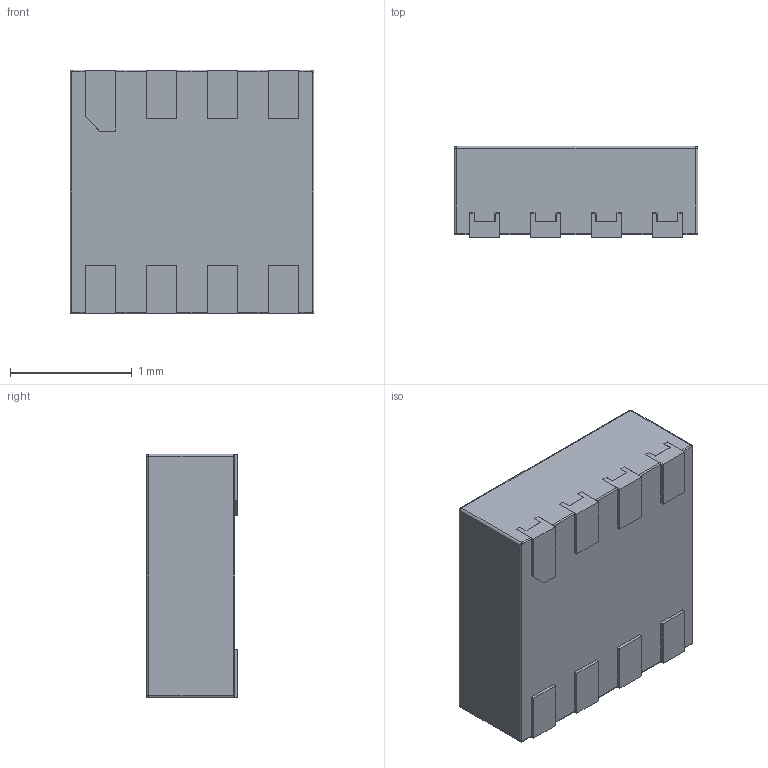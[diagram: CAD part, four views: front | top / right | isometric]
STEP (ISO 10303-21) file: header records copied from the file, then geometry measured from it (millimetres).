
FILE_DESCRIPTION (( 'STEP AP214' ), '1' );
FILE_NAME ('ADPL16000AATA+T.STEP', '2024-12-12T11:10:16', ( '' ), ( '' ), 'SwSTEP 2.0', 'SolidWorks 2016', '' );
FILE_SCHEMA (( 'AUTOMOTIVE_DESIGN' ));
Length unit declared in the file: millimetre
Products named in the file (1): ADPL16000AATA+T
Bounding box: 2 x 0.75 x 2 mm (x, y, z)
Volume: 2.9 mm3; surface area: 18.8 mm2
Topology: 1 solids, 1 shells, 183 faces, 508 edges, 324 vertices
Faces by surface type: plane 153, cylinder 22, sphere 4, torus 4
Entity records: 6623 total; most frequent: CARTESIAN_POINT 1012, ORIENTED_EDGE 1008, DIRECTION 920, EDGE_CURVE 504, LINE 456, VECTOR 456, VERTEX_POINT 324, AXIS2_PLACEMENT_3D 232
